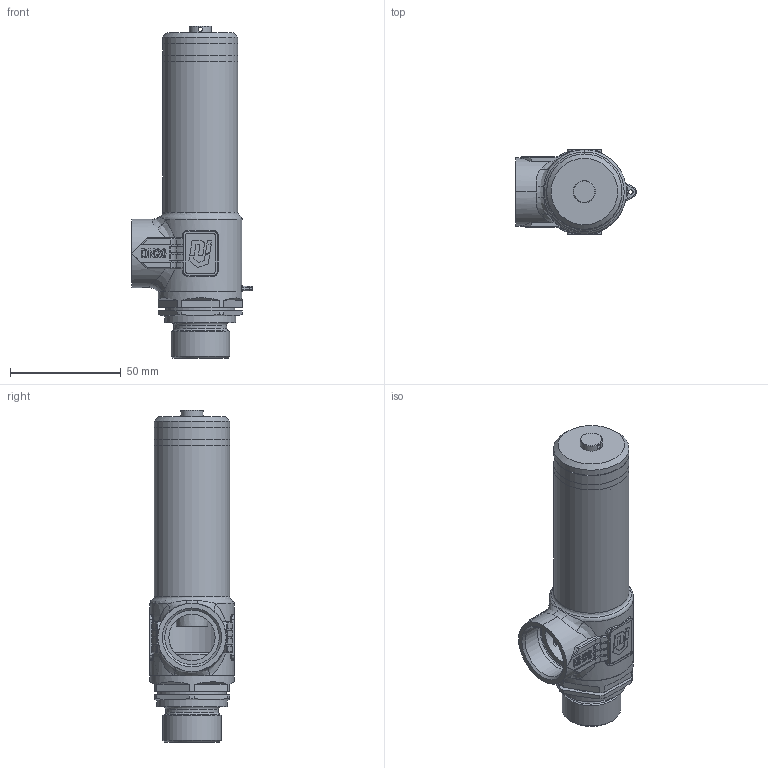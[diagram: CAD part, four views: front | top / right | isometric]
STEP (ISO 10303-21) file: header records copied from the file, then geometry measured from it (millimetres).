
FILE_DESCRIPTION(('HOOPS Exchange Step'),'2;1');
FILE_NAME('SV14-DN15-20-20.stp','2026-02-20T11:21:16+01:00',('nieru'),('Unknown organisation'),'HOOPS Exchange 2024.2','HOOPS Exchange','Unknown authorisation');
FILE_SCHEMA( ('AP203_CONFIGURATION_CONTROLLED_3D_DESIGN_OF_MECHANICAL_PARTS_AND_ASSEMBLIES_MIM_LF') );
Length unit declared in the file: millimetre
Products named in the file (2): 0; root
Assembly tree (1 placements, depth 2):
  root
    0
Bounding box: 54.5 x 38.2 x 149.8 mm (x, y, z)
Volume: 70286.2 mm3; surface area: 41219.6 mm2
Topology: 4 solids, 4 shells, 491 faces, 1327 edges, 885 vertices
Faces by surface type: plane 244, cylinder 111, bspline 80, torus 38, cone 18
Full cylindrical faces by diameter (mm): 2 x2, 4.5 x2, 10 x1, 10.5 x1, 11.5 x1, 20.9 x1, 23.9 x1, 24 x1, 24.6 x1, 26.44 x1, 26.7 x1, 28 x3, 28.2 x2, 30 x2, 30.55 x1, 30.6 x1, 31 x1, 32 x3, 33 x1, 34 x5, 34.15 x1, 38 x1
Entity records: 22956 total; most frequent: CARTESIAN_POINT 11065, ORIENTED_EDGE 2650, DIRECTION 2186, EDGE_CURVE 1325, VERTEX_POINT 885, AXIS2_PLACEMENT_3D 769, VECTOR 648, LINE 648
